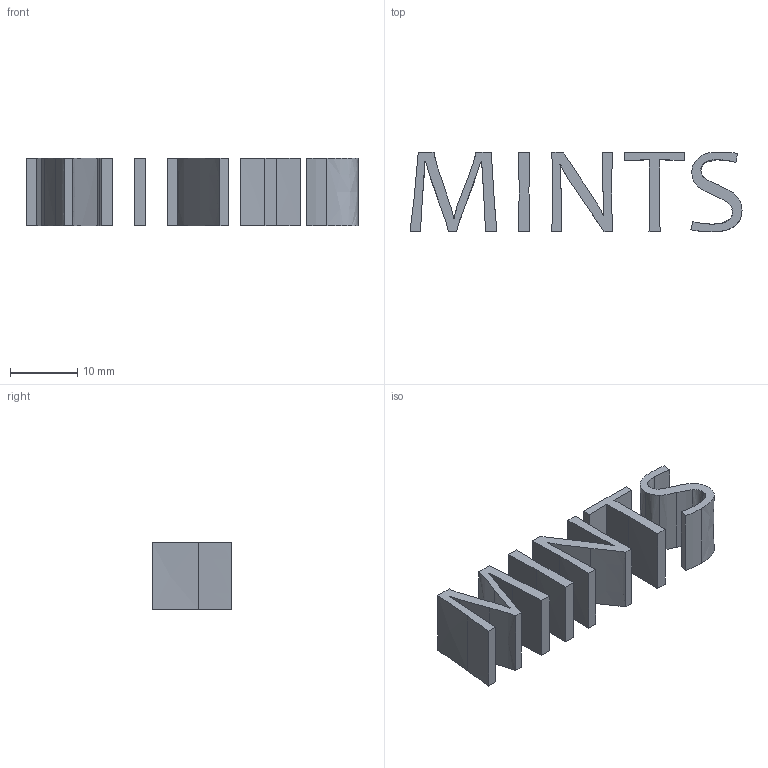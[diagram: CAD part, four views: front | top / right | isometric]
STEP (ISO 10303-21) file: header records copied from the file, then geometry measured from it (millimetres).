
FILE_DESCRIPTION(('FreeCAD Model'),'2;1');
FILE_NAME('mintsCandara.step', '2020-09-30T23:06:01',('Author'),(''), 'Open CASCADE STEP processor 7.3','FreeCAD','Unknown');
FILE_SCHEMA(('AUTOMOTIVE_DESIGN { 1 0 10303 214 1 1 1 1 }'));
Length unit declared in the file: millimetre
Products named in the file (1): Extrude
Bounding box: 49.48 x 11.9 x 10 mm (x, y, z)
Volume: 1879 mm3; surface area: 3286.5 mm2
Topology: 5 solids, 5 shells, 88 faces, 234 edges, 156 vertices
Faces by surface type: extrusion 56, plane 32
Entity records: 5881 total; most frequent: CARTESIAN_POINT 1507, DIRECTION 600, VECTOR 534, LINE 478, ORIENTED_EDGE 468, PCURVE 468, DEFINITIONAL_REPRESENTATION 468, B_SPLINE_CURVE_WITH_KNOTS 280
